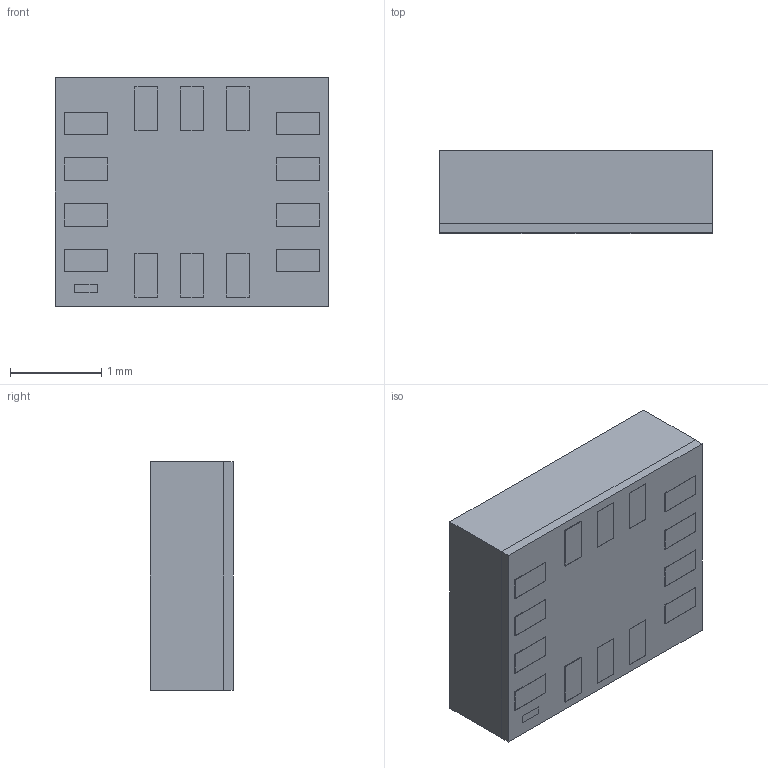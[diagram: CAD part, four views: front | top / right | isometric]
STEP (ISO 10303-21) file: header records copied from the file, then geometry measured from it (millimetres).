
FILE_DESCRIPTION(('CAx-IF Rec.Pracs.---Model Styling and Organization---1.5---2016-08-15','CAx-IF Rec.Pracs.---Geometric and Assembly Validation Properties---4.4---2016-08-17','CAx-IF Rec.Pracs.---User Defined Attributes---1.5---2016-08-15','CAx-IF Rec.Pracs.---External References---2.1---2005-01-19'),'2;1');
FILE_NAME('13629859.step','2023-07-10T07:03:31',('Unspecified'),('Unspecified'),'CAD Exchanger 3.8.1 (cadexchanger.com)','Unspecified','');
FILE_SCHEMA(('AUTOMOTIVE_DESIGN { 1 0 10303 214 1 1 1 1 }'));
Length unit declared in the file: millimetre
Products named in the file (1): ICM-20690
Bounding box: 3 x 0.91 x 2.5 mm (x, y, z)
Volume: 6.8 mm3; surface area: 44.6 mm2
Topology: 17 solids, 17 shells, 233 faces, 554 edges, 370 vertices
Faces by surface type: plane 229, cylinder 4
Entity records: 6864 total; most frequent: CARTESIAN_POINT 1158, ORIENTED_EDGE 1108, DIRECTION 1030, EDGE_CURVE 554, LINE 546, VECTOR 546, VERTEX_POINT 370, FACE_BOUND 276
